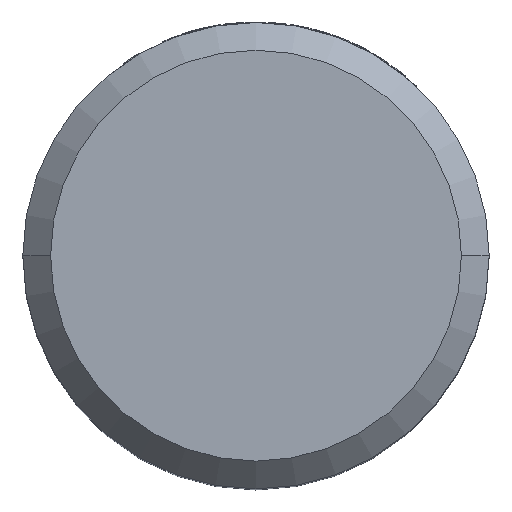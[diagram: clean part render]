
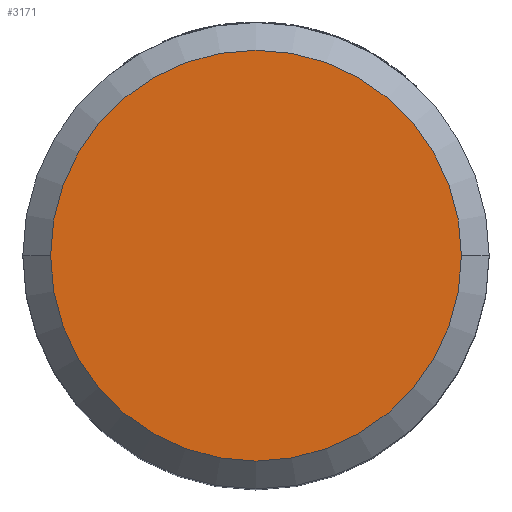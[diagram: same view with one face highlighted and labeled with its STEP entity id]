
A CAD part, top view. The second image highlights one B-rep face of the part: STEP entity #3171.
In plain terms, the highlighted planar face has unit normal (0, 0, 1).
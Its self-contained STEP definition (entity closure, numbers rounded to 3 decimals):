
#123 = AXIS2_PLACEMENT_3D ( 'NONE', #17184, #18639, #20831 ) ;
#2420 = AXIS2_PLACEMENT_3D ( 'NONE', #17359, #9808, #18819 ) ;
#3171 = ADVANCED_FACE ( 'NONE', ( #15054 ), #13339, .T. ) ;
#3205 = CARTESIAN_POINT ( 'NONE',  ( -10.57, 0., 38. ) ) ;
#4947 = ORIENTED_EDGE ( 'NONE', *, *, #8175, .T. ) ;
#5722 = VERTEX_POINT ( 'NONE', #3205 ) ;
#6343 = EDGE_LOOP ( 'NONE', ( #17620, #4947 ) ) ;
#7420 = CARTESIAN_POINT ( 'NONE',  ( 10.57, 0., 38. ) ) ;
#8175 = EDGE_CURVE ( 'NONE', #18157, #5722, #10578, .T. ) ;
#9808 = DIRECTION ( 'NONE',  ( 0., 0., 1. ) ) ;
#10578 = CIRCLE ( 'NONE', #123, 10.57 ) ;
#13339 = PLANE ( 'NONE',  #2420 ) ;
#13390 = EDGE_CURVE ( 'NONE', #5722, #18157, #19532, .T. ) ;
#14418 = DIRECTION ( 'NONE',  ( 0., 0., 1. ) ) ;
#15054 = FACE_OUTER_BOUND ( 'NONE', #6343, .T. ) ;
#16719 = DIRECTION ( 'NONE',  ( 1., 0., 0. ) ) ;
#17184 = CARTESIAN_POINT ( 'NONE',  ( 0., 0., 38. ) ) ;
#17359 = CARTESIAN_POINT ( 'NONE',  ( 0., 0., 38. ) ) ;
#17620 = ORIENTED_EDGE ( 'NONE', *, *, #13390, .T. ) ;
#18157 = VERTEX_POINT ( 'NONE', #7420 ) ;
#18639 = DIRECTION ( 'NONE',  ( 0., 0., 1. ) ) ;
#18819 = DIRECTION ( 'NONE',  ( 1., 0., 0. ) ) ;
#19532 = CIRCLE ( 'NONE', #20263, 10.57 ) ;
#20014 = CARTESIAN_POINT ( 'NONE',  ( 0., 0., 38. ) ) ;
#20263 = AXIS2_PLACEMENT_3D ( 'NONE', #20014, #14418, #16719 ) ;
#20831 = DIRECTION ( 'NONE',  ( 1., 0., 0. ) ) ;
